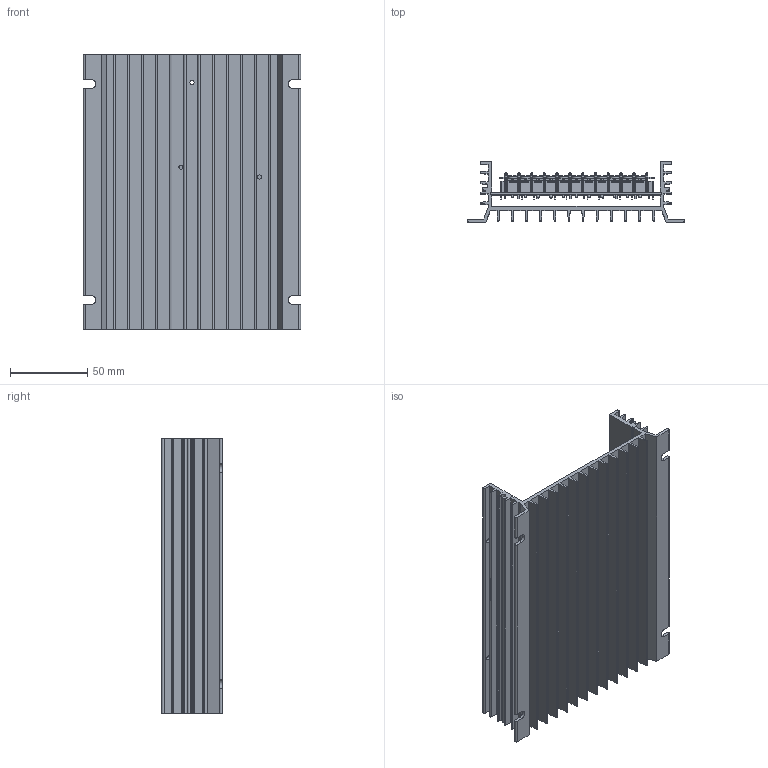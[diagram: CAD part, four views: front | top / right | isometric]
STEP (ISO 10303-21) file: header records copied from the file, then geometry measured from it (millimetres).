
FILE_DESCRIPTION (( 'STEP AP214' ), '1' );
FILE_NAME ('GSD5-240-10C.STEP', '2015-05-04T20:25:26', ( '' ), ( '' ), 'SwSTEP 2.0', 'SolidWorks 2014', '' );
FILE_SCHEMA (( 'AUTOMOTIVE_DESIGN' ));
Length unit declared in the file: inch
Products named in the file (6): GSD5-240-10C; BMEX250; PC250G; T-BLK_11POS_8.26S-92.5L-12.7W-12.7H; TH_POT_14MMSQ_TW; 250G Board
Assembly tree (9 placements, depth 3):
  GSD5-240-10C
    BMEX250
    250G Board
      PC250G
      T-BLK_11POS_8.26S-92.5L-12.7W-12.7H
      TH_POT_14MMSQ_TW  x5
Bounding box: 140.44 x 39.37 x 177.8 mm (x, y, z)
Volume: 162858.7 mm3; surface area: 166106.6 mm2
Topology: 8 solids, 8 shells, 1850 faces, 5035 edges, 3233 vertices
Faces by surface type: plane 1379, cylinder 390, sphere 48, torus 33
Entity records: 45704 total; most frequent: CARTESIAN_POINT 7668, ORIENTED_EDGE 6102, DIRECTION 6099, EDGE_CURVE 3051, VECTOR 2179, LINE 2179, AXIS2_PLACEMENT_3D 1960, VERTEX_POINT 1945
